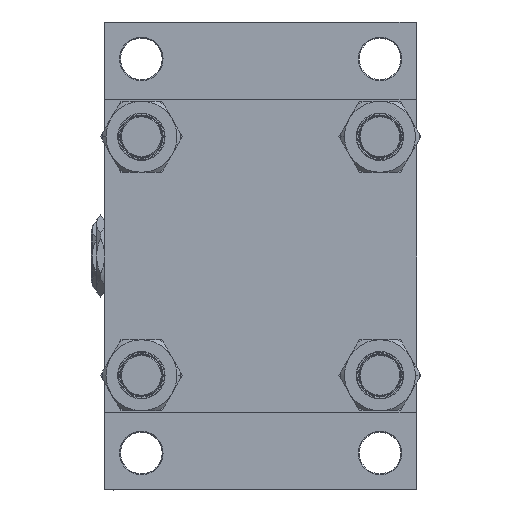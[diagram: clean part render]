
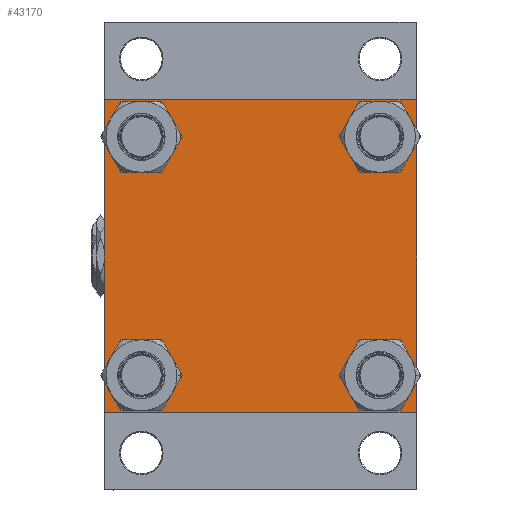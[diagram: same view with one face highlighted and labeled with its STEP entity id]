
A CAD part, left-side view. The second image highlights one B-rep face of the part: STEP entity #43170.
In plain terms, the highlighted planar face has unit normal (-1, 0, 0).
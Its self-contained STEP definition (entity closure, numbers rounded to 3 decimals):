
#33 = LINE ( 'NONE', #43376, #4948 ) ;
#317 = VERTEX_POINT ( 'NONE', #26771 ) ;
#470 = DIRECTION ( 'NONE',  ( 1., 0., 0. ) ) ;
#758 = CARTESIAN_POINT ( 'NONE',  ( 0., 62.95, -62.95 ) ) ;
#1053 = EDGE_LOOP ( 'NONE', ( #33679, #38036, #8562, #12726, #5850, #11834, #9069, #23311 ) ) ;
#1068 = CARTESIAN_POINT ( 'NONE',  ( 0., 82., 82.5 ) ) ;
#1293 = VERTEX_POINT ( 'NONE', #10723 ) ;
#2034 = CARTESIAN_POINT ( 'NONE',  ( 0., -62.95, -62.95 ) ) ;
#2306 = ORIENTED_EDGE ( 'NONE', *, *, #28355, .T. ) ;
#3020 = DIRECTION ( 'NONE',  ( 1., 0., 0. ) ) ;
#4732 = AXIS2_PLACEMENT_3D ( 'NONE', #40994, #48343, #33640 ) ;
#4830 = PLANE ( 'NONE',  #23204 ) ;
#4948 = VECTOR ( 'NONE', #31956, 1000. ) ;
#5850 = ORIENTED_EDGE ( 'NONE', *, *, #40276, .F. ) ;
#6234 = CIRCLE ( 'NONE', #25673, 11.5 ) ;
#6238 = EDGE_CURVE ( 'NONE', #39119, #7646, #33978, .T. ) ;
#6998 = LINE ( 'NONE', #34368, #43529 ) ;
#7646 = VERTEX_POINT ( 'NONE', #10270 ) ;
#8373 = CARTESIAN_POINT ( 'NONE',  ( 0., 82., -82.5 ) ) ;
#8562 = ORIENTED_EDGE ( 'NONE', *, *, #39908, .T. ) ;
#8789 = CIRCLE ( 'NONE', #4732, 11.5 ) ;
#9069 = ORIENTED_EDGE ( 'NONE', *, *, #31615, .F. ) ;
#9345 = VECTOR ( 'NONE', #36971, 1000. ) ;
#10096 = CARTESIAN_POINT ( 'NONE',  ( 0., -82.5, 82.5 ) ) ;
#10270 = CARTESIAN_POINT ( 'NONE',  ( 0., 62.95, 74.45 ) ) ;
#10457 = CARTESIAN_POINT ( 'NONE',  ( 0., -62.95, 62.95 ) ) ;
#10699 = EDGE_CURVE ( 'NONE', #7646, #39119, #50007, .T. ) ;
#10723 = CARTESIAN_POINT ( 'NONE',  ( 0., -82.5, 82. ) ) ;
#10783 = DIRECTION ( 'NONE',  ( 1., 0., 0. ) ) ;
#11353 = EDGE_CURVE ( 'NONE', #47531, #30732, #8789, .T. ) ;
#11392 = CARTESIAN_POINT ( 'NONE',  ( 0., 82.25, -82.25 ) ) ;
#11584 = CIRCLE ( 'NONE', #20496, 11.5 ) ;
#11834 = ORIENTED_EDGE ( 'NONE', *, *, #20334, .T. ) ;
#11851 = EDGE_CURVE ( 'NONE', #30732, #47531, #27381, .T. ) ;
#12480 = DIRECTION ( 'NONE',  ( 0., -1., 0. ) ) ;
#12726 = ORIENTED_EDGE ( 'NONE', *, *, #35274, .T. ) ;
#13039 = EDGE_LOOP ( 'NONE', ( #46177, #31434 ) ) ;
#13442 = DIRECTION ( 'NONE',  ( 1., 0., 0. ) ) ;
#13570 = DIRECTION ( 'NONE',  ( 0., 0., -1. ) ) ;
#13849 = VERTEX_POINT ( 'NONE', #1068 ) ;
#14187 = VERTEX_POINT ( 'NONE', #45643 ) ;
#14274 = CIRCLE ( 'NONE', #19111, 11.5 ) ;
#14327 = VERTEX_POINT ( 'NONE', #8373 ) ;
#14685 = DIRECTION ( 'NONE',  ( 0., 0., 1. ) ) ;
#14766 = CARTESIAN_POINT ( 'NONE',  ( 0., 62.95, -51.45 ) ) ;
#15183 = CARTESIAN_POINT ( 'NONE',  ( 0., 62.95, 62.95 ) ) ;
#15436 = ORIENTED_EDGE ( 'NONE', *, *, #6238, .T. ) ;
#16156 = AXIS2_PLACEMENT_3D ( 'NONE', #15183, #470, #38252 ) ;
#16495 = DIRECTION ( 'NONE',  ( -1., 0., 0. ) ) ;
#16637 = CIRCLE ( 'NONE', #30372, 11.5 ) ;
#16888 = VERTEX_POINT ( 'NONE', #31597 ) ;
#17112 = CARTESIAN_POINT ( 'NONE',  ( 0., 82.5, 82.5 ) ) ;
#17290 = LINE ( 'NONE', #32750, #23720 ) ;
#17375 = LINE ( 'NONE', #48292, #22234 ) ;
#18527 = ORIENTED_EDGE ( 'NONE', *, *, #10699, .T. ) ;
#18628 = CARTESIAN_POINT ( 'NONE',  ( 0., -82., 82.5 ) ) ;
#18650 = DIRECTION ( 'NONE',  ( 0., 0., 1. ) ) ;
#18668 = DIRECTION ( 'NONE',  ( 0., -0.707, 0.707 ) ) ;
#18936 = CARTESIAN_POINT ( 'NONE',  ( 0., -62.95, -51.45 ) ) ;
#19111 = AXIS2_PLACEMENT_3D ( 'NONE', #758, #47143, #20279 ) ;
#19280 = FACE_BOUND ( 'NONE', #42690, .T. ) ;
#19750 = DIRECTION ( 'NONE',  ( 0., -0.707, -0.707 ) ) ;
#19804 = VECTOR ( 'NONE', #39927, 1000. ) ;
#20279 = DIRECTION ( 'NONE',  ( 0., 0., 1. ) ) ;
#20334 = EDGE_CURVE ( 'NONE', #1293, #47789, #33, .T. ) ;
#20496 = AXIS2_PLACEMENT_3D ( 'NONE', #37750, #3020, #14685 ) ;
#20880 = VERTEX_POINT ( 'NONE', #48607 ) ;
#22234 = VECTOR ( 'NONE', #13570, 1000. ) ;
#23084 = ORIENTED_EDGE ( 'NONE', *, *, #11353, .T. ) ;
#23204 = AXIS2_PLACEMENT_3D ( 'NONE', #42855, #16495, #27906 ) ;
#23311 = ORIENTED_EDGE ( 'NONE', *, *, #28119, .T. ) ;
#23720 = VECTOR ( 'NONE', #48210, 1000. ) ;
#24783 = DIRECTION ( 'NONE',  ( 1., 0., 0. ) ) ;
#25405 = EDGE_CURVE ( 'NONE', #317, #14327, #31158, .T. ) ;
#25667 = CARTESIAN_POINT ( 'NONE',  ( 0., 62.95, -74.45 ) ) ;
#25673 = AXIS2_PLACEMENT_3D ( 'NONE', #36440, #24783, #29076 ) ;
#26627 = EDGE_LOOP ( 'NONE', ( #23084, #35856 ) ) ;
#26771 = CARTESIAN_POINT ( 'NONE',  ( 0., 82.5, -82. ) ) ;
#27147 = FACE_BOUND ( 'NONE', #48864, .T. ) ;
#27381 = CIRCLE ( 'NONE', #31431, 11.5 ) ;
#27437 = LINE ( 'NONE', #35551, #39315 ) ;
#27906 = DIRECTION ( 'NONE',  ( 0., 0., 1. ) ) ;
#28119 = EDGE_CURVE ( 'NONE', #13849, #42569, #17290, .T. ) ;
#28355 = EDGE_CURVE ( 'NONE', #49184, #20880, #11584, .T. ) ;
#29076 = DIRECTION ( 'NONE',  ( 0., 0., 1. ) ) ;
#30372 = AXIS2_PLACEMENT_3D ( 'NONE', #10457, #33527, #37337 ) ;
#30732 = VERTEX_POINT ( 'NONE', #49009 ) ;
#31158 = LINE ( 'NONE', #11392, #48021 ) ;
#31186 = CARTESIAN_POINT ( 'NONE',  ( 0., 82.5, 82. ) ) ;
#31431 = AXIS2_PLACEMENT_3D ( 'NONE', #2034, #13442, #43386 ) ;
#31434 = ORIENTED_EDGE ( 'NONE', *, *, #43791, .T. ) ;
#31597 = CARTESIAN_POINT ( 'NONE',  ( 0., -82., -82.5 ) ) ;
#31615 = EDGE_CURVE ( 'NONE', #13849, #47789, #43744, .T. ) ;
#31956 = DIRECTION ( 'NONE',  ( 0., 0.707, 0.707 ) ) ;
#32750 = CARTESIAN_POINT ( 'NONE',  ( 0., 82.25, 82.25 ) ) ;
#32911 = LINE ( 'NONE', #10096, #9345 ) ;
#33527 = DIRECTION ( 'NONE',  ( 1., 0., 0. ) ) ;
#33640 = DIRECTION ( 'NONE',  ( 0., 0., 1. ) ) ;
#33679 = ORIENTED_EDGE ( 'NONE', *, *, #38575, .T. ) ;
#33978 = CIRCLE ( 'NONE', #16156, 11.5 ) ;
#34235 = ORIENTED_EDGE ( 'NONE', *, *, #38934, .T. ) ;
#34347 = VERTEX_POINT ( 'NONE', #14766 ) ;
#34368 = CARTESIAN_POINT ( 'NONE',  ( 0., -82.25, -82.25 ) ) ;
#35274 = EDGE_CURVE ( 'NONE', #16888, #14187, #6998, .T. ) ;
#35551 = CARTESIAN_POINT ( 'NONE',  ( 0., 82.5, -82.5 ) ) ;
#35856 = ORIENTED_EDGE ( 'NONE', *, *, #11851, .T. ) ;
#36440 = CARTESIAN_POINT ( 'NONE',  ( 0., 62.95, -62.95 ) ) ;
#36971 = DIRECTION ( 'NONE',  ( 0., 0., -1. ) ) ;
#37337 = DIRECTION ( 'NONE',  ( 0., 0., 1. ) ) ;
#37750 = CARTESIAN_POINT ( 'NONE',  ( 0., -62.95, 62.95 ) ) ;
#37905 = VERTEX_POINT ( 'NONE', #25667 ) ;
#38036 = ORIENTED_EDGE ( 'NONE', *, *, #25405, .T. ) ;
#38252 = DIRECTION ( 'NONE',  ( 0., 0., 1. ) ) ;
#38575 = EDGE_CURVE ( 'NONE', #42569, #317, #17375, .T. ) ;
#38934 = EDGE_CURVE ( 'NONE', #20880, #49184, #16637, .T. ) ;
#39053 = FACE_BOUND ( 'NONE', #13039, .T. ) ;
#39119 = VERTEX_POINT ( 'NONE', #41066 ) ;
#39315 = VECTOR ( 'NONE', #12480, 1000. ) ;
#39490 = AXIS2_PLACEMENT_3D ( 'NONE', #49811, #10783, #18650 ) ;
#39908 = EDGE_CURVE ( 'NONE', #14327, #16888, #27437, .T. ) ;
#39927 = DIRECTION ( 'NONE',  ( 0., -1., 0. ) ) ;
#40276 = EDGE_CURVE ( 'NONE', #1293, #14187, #32911, .T. ) ;
#40773 = CARTESIAN_POINT ( 'NONE',  ( 0., -62.95, 51.45 ) ) ;
#40994 = CARTESIAN_POINT ( 'NONE',  ( 0., -62.95, -62.95 ) ) ;
#41066 = CARTESIAN_POINT ( 'NONE',  ( 0., 62.95, 51.45 ) ) ;
#41789 = EDGE_CURVE ( 'NONE', #34347, #37905, #14274, .T. ) ;
#42569 = VERTEX_POINT ( 'NONE', #31186 ) ;
#42594 = FACE_OUTER_BOUND ( 'NONE', #1053, .T. ) ;
#42690 = EDGE_LOOP ( 'NONE', ( #34235, #2306 ) ) ;
#42855 = CARTESIAN_POINT ( 'NONE',  ( 0., 0., 0. ) ) ;
#43170 = ADVANCED_FACE ( 'NONE', ( #19280, #43367, #39053, #27147, #42594 ), #4830, .T. ) ;
#43367 = FACE_BOUND ( 'NONE', #26627, .T. ) ;
#43376 = CARTESIAN_POINT ( 'NONE',  ( 0., -82.25, 82.25 ) ) ;
#43386 = DIRECTION ( 'NONE',  ( 0., 0., 1. ) ) ;
#43529 = VECTOR ( 'NONE', #18668, 1000. ) ;
#43744 = LINE ( 'NONE', #17112, #19804 ) ;
#43791 = EDGE_CURVE ( 'NONE', #37905, #34347, #6234, .T. ) ;
#45643 = CARTESIAN_POINT ( 'NONE',  ( 0., -82.5, -82. ) ) ;
#46177 = ORIENTED_EDGE ( 'NONE', *, *, #41789, .T. ) ;
#47143 = DIRECTION ( 'NONE',  ( 1., 0., 0. ) ) ;
#47531 = VERTEX_POINT ( 'NONE', #18936 ) ;
#47789 = VERTEX_POINT ( 'NONE', #18628 ) ;
#48021 = VECTOR ( 'NONE', #19750, 1000. ) ;
#48210 = DIRECTION ( 'NONE',  ( 0., 0.707, -0.707 ) ) ;
#48292 = CARTESIAN_POINT ( 'NONE',  ( 0., 82.5, 82.5 ) ) ;
#48343 = DIRECTION ( 'NONE',  ( 1., 0., 0. ) ) ;
#48607 = CARTESIAN_POINT ( 'NONE',  ( 0., -62.95, 74.45 ) ) ;
#48864 = EDGE_LOOP ( 'NONE', ( #18527, #15436 ) ) ;
#49009 = CARTESIAN_POINT ( 'NONE',  ( 0., -62.95, -74.45 ) ) ;
#49184 = VERTEX_POINT ( 'NONE', #40773 ) ;
#49811 = CARTESIAN_POINT ( 'NONE',  ( 0., 62.95, 62.95 ) ) ;
#50007 = CIRCLE ( 'NONE', #39490, 11.5 ) ;
